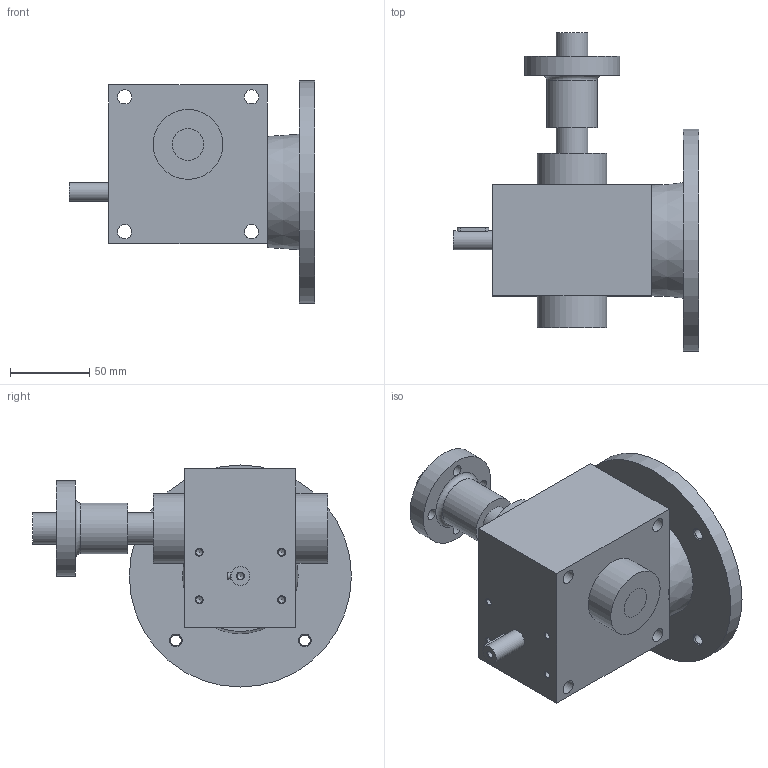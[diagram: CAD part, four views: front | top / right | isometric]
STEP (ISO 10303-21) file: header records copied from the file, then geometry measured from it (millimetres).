
FILE_DESCRIPTION(/* description */ ('STEP AP203'),/* implementation_level */ '2;1');
FILE_NAME(/* name */ 'XTPR204_MBD_63_B5_R.1_5_C.1_-_-_-_-_-_-',/* time_stamp */ '2022-11-01T11:41:13+01:00',/* author */ ('License CC BY-ND 4.0'),/* organization */ ('CADENAS'),/* preprocessor_version */ 'ST-DEVELOPER v18.102',/* originating_system */ 'PARTsolutions',/* authorisation */ ' ');
FILE_SCHEMA (('CONFIG_CONTROL_DESIGN'));
Length unit declared in the file: millimetre
Products named in the file (6): XTPR204_MBD_63/B5_R.1/5_C.1_-_-_-_-_-_-; 204_2-fl; XTPR204_1_1_xtpr_4; XTPR204_1_11-_xtpr_3; XTPR204-2; XTPR204_4_1_1_1_xtpr_1
Assembly tree (5 placements, depth 2):
  XTPR204_MBD_63/B5_R.1/5_C.1_-_-_-_-_-_-
    204_2-fl
    XTPR204_1_1_xtpr_4
    XTPR204_1_11-_xtpr_3
    XTPR204-2
    XTPR204_4_1_1_1_xtpr_1
Bounding box: 155 x 201 x 140 mm (x, y, z)
Volume: 1031575.8 mm3; surface area: 140064.8 mm2
Topology: 5 solids, 5 shells, 189 faces, 472 edges, 305 vertices
Faces by surface type: plane 101, cylinder 64, cone 23, torus 1
Full cylindrical faces by diameter (mm): 4.134 x5, 6.647 x4, 7 x4, 9 x4, 12 x2, 16 x2, 20 x1, 25 x1, 32 x1, 44 x2, 60 x1, 95 x1, 140 x1
Entity records: 5697 total; most frequent: DIRECTION 948, CARTESIAN_POINT 920, ORIENTED_EDGE 822, EDGE_CURVE 411, AXIS2_PLACEMENT_3D 344, VERTEX_POINT 302, FACE_BOUND 289, EDGE_LOOP 284
